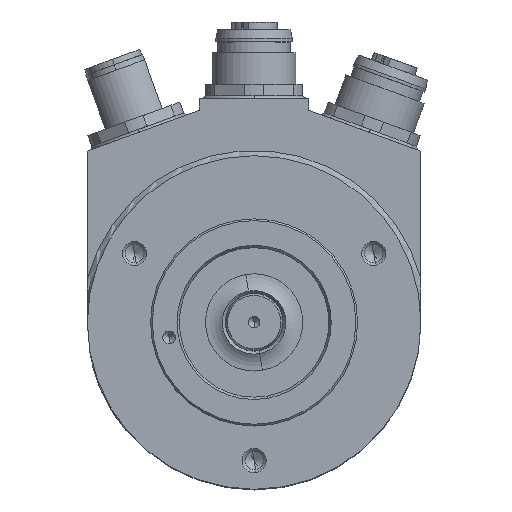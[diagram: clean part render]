
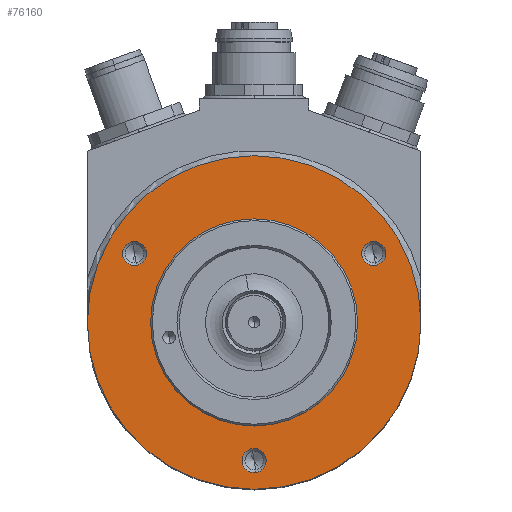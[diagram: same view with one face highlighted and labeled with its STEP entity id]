
A CAD part, top view. The second image highlights one B-rep face of the part: STEP entity #76160.
In plain terms, the highlighted planar face has unit normal (0, 0, 1).
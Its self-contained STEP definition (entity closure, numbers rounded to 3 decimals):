
#5349=CARTESIAN_POINT('',(0.,0.,0.));
#5350=DIRECTION('',(0.,0.,1.));
#5351=DIRECTION('',(0.174,-0.985,0.));
#5352=AXIS2_PLACEMENT_3D('',#5349,#5350,#5351);
#5363=CARTESIAN_POINT('',(0.,0.,0.));
#5364=DIRECTION('',(0.,0.,1.));
#5365=DIRECTION('',(0.,-1.,0.));
#5366=AXIS2_PLACEMENT_3D('',#5363,#5364,#5365);
#5368=CARTESIAN_POINT('',(0.,0.,0.));
#5369=DIRECTION('',(0.,0.,-1.));
#5370=DIRECTION('',(0.,-1.,0.));
#5371=AXIS2_PLACEMENT_3D('',#5368,#5369,#5370);
#5373=CARTESIAN_POINT('',(0.,-24.,0.));
#5374=DIRECTION('',(0.,0.,1.));
#5375=DIRECTION('',(0.174,-0.985,0.));
#5376=AXIS2_PLACEMENT_3D('',#5373,#5374,#5375);
#5378=CARTESIAN_POINT('',(0.,-24.,0.));
#5379=DIRECTION('',(0.,0.,1.));
#5380=DIRECTION('',(-0.174,0.985,0.));
#5381=AXIS2_PLACEMENT_3D('',#5378,#5379,#5380);
#5383=CARTESIAN_POINT('',(20.785,12.,0.));
#5384=DIRECTION('',(0.,0.,1.));
#5385=DIRECTION('',(0.174,-0.985,0.));
#5386=AXIS2_PLACEMENT_3D('',#5383,#5384,#5385);
#5388=CARTESIAN_POINT('',(20.785,12.,0.));
#5389=DIRECTION('',(0.,0.,1.));
#5390=DIRECTION('',(-0.174,0.985,0.));
#5391=AXIS2_PLACEMENT_3D('',#5388,#5389,#5390);
#5393=CARTESIAN_POINT('',(-20.785,12.,0.));
#5394=DIRECTION('',(0.,0.,1.));
#5395=DIRECTION('',(0.174,-0.985,0.));
#5396=AXIS2_PLACEMENT_3D('',#5393,#5394,#5395);
#5398=CARTESIAN_POINT('',(-20.785,12.,0.));
#5399=DIRECTION('',(0.,0.,1.));
#5400=DIRECTION('',(-0.174,0.985,0.));
#5401=AXIS2_PLACEMENT_3D('',#5398,#5399,#5400);
#5403=CARTESIAN_POINT('',(0.,0.,0.));
#5404=DIRECTION('',(0.,0.,1.));
#5405=DIRECTION('',(-0.174,0.985,0.));
#5406=AXIS2_PLACEMENT_3D('',#5403,#5404,#5405);
#57307=CARTESIAN_POINT('',(0.,-18.,0.));
#57308=CARTESIAN_POINT('',(0.,18.,0.));
#57309=VERTEX_POINT('',#57307);
#57310=VERTEX_POINT('',#57308);
#57311=CARTESIAN_POINT('',(5.036,-28.559,
0.));
#57312=CARTESIAN_POINT('',(-5.036,28.559,
0.));
#57313=VERTEX_POINT('',#57311);
#57314=VERTEX_POINT('',#57312);
#57331=CARTESIAN_POINT('',(0.365,-26.068,0.));
#57332=CARTESIAN_POINT('',(-0.365,-21.932,0.));
#57333=VERTEX_POINT('',#57331);
#57334=VERTEX_POINT('',#57332);
#57345=CARTESIAN_POINT('',(21.149,9.932,0.));
#57346=CARTESIAN_POINT('',(20.42,14.068,0.));
#57347=VERTEX_POINT('',#57345);
#57348=VERTEX_POINT('',#57346);
#57359=CARTESIAN_POINT('',(-20.42,9.932,0.));
#57360=CARTESIAN_POINT('',(-21.149,14.068,0.));
#57361=VERTEX_POINT('',#57359);
#57362=VERTEX_POINT('',#57360);
#76126=CARTESIAN_POINT('',(0.,0.,0.));
#76127=DIRECTION('',(0.,0.,1.));
#76128=DIRECTION('',(0.,-1.,0.));
#76129=AXIS2_PLACEMENT_3D('',#76126,#76127,#76128);
#76130=PLANE('',#76129);
#76131=ORIENTED_EDGE('',*,*,#76116,.F.);
#76133=ORIENTED_EDGE('',*,*,#76132,.F.);
#76134=EDGE_LOOP('',(#76131,#76133));
#76135=FACE_OUTER_BOUND('',#76134,.F.);
#76137=ORIENTED_EDGE('',*,*,#76136,.T.);
#76139=ORIENTED_EDGE('',*,*,#76138,.F.);
#76140=EDGE_LOOP('',(#76137,#76139));
#76141=FACE_BOUND('',#76140,.F.);
#76143=ORIENTED_EDGE('',*,*,#76142,.T.);
#76145=ORIENTED_EDGE('',*,*,#76144,.T.);
#76146=EDGE_LOOP('',(#76143,#76145));
#76147=FACE_BOUND('',#76146,.F.);
#76149=ORIENTED_EDGE('',*,*,#76148,.T.);
#76151=ORIENTED_EDGE('',*,*,#76150,.T.);
#76152=EDGE_LOOP('',(#76149,#76151));
#76153=FACE_BOUND('',#76152,.F.);
#76155=ORIENTED_EDGE('',*,*,#76154,.T.);
#76157=ORIENTED_EDGE('',*,*,#76156,.T.);
#76158=EDGE_LOOP('',(#76155,#76157));
#76159=FACE_BOUND('',#76158,.F.);
#5353=CIRCLE('',#5352,29.);
#5367=CIRCLE('',#5366,18.);
#5372=CIRCLE('',#5371,18.);
#5377=CIRCLE('',#5376,2.1);
#5382=CIRCLE('',#5381,2.1);
#5387=CIRCLE('',#5386,2.1);
#5392=CIRCLE('',#5391,2.1);
#5397=CIRCLE('',#5396,2.1);
#5402=CIRCLE('',#5401,2.1);
#5407=CIRCLE('',#5406,29.);
#76116=EDGE_CURVE('',#57313,#57314,#5353,.T.);
#76132=EDGE_CURVE('',#57314,#57313,#5407,.T.);
#76136=EDGE_CURVE('',#57309,#57310,#5367,.T.);
#76138=EDGE_CURVE('',#57309,#57310,#5372,.T.);
#76142=EDGE_CURVE('',#57333,#57334,#5377,.T.);
#76144=EDGE_CURVE('',#57334,#57333,#5382,.T.);
#76148=EDGE_CURVE('',#57347,#57348,#5387,.T.);
#76150=EDGE_CURVE('',#57348,#57347,#5392,.T.);
#76154=EDGE_CURVE('',#57361,#57362,#5397,.T.);
#76156=EDGE_CURVE('',#57362,#57361,#5402,.T.);
#76160=ADVANCED_FACE('',(#76135,#76141,#76147,#76153,#76159),#76130,.T.);
